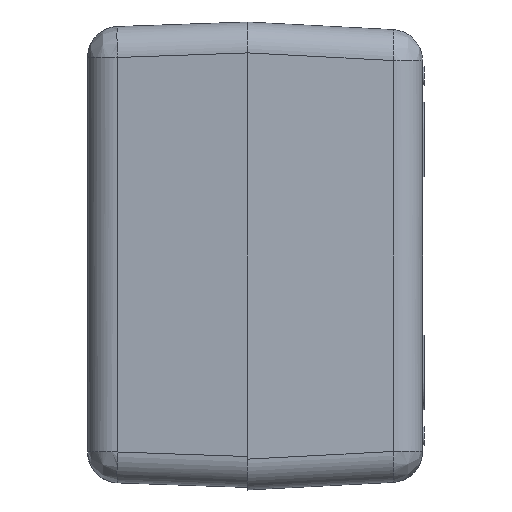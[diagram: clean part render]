
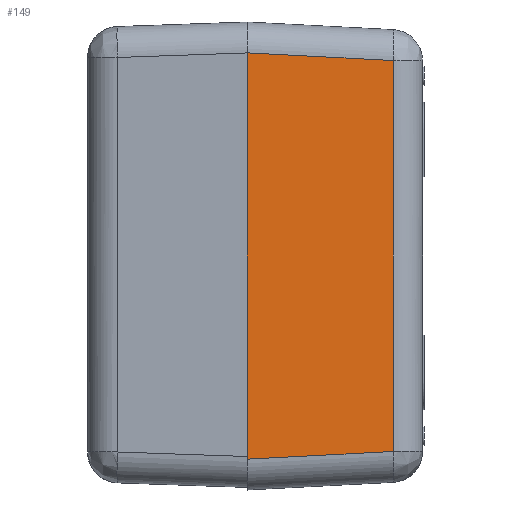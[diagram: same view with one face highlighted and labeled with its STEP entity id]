
A CAD part, left-side view. The second image highlights one B-rep face of the part: STEP entity #149.
In plain terms, the highlighted free-form (B-spline) face has degree [1, 1] with [2, 2] control points.
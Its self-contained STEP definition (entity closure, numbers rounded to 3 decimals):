
#149=ADVANCED_FACE('',(#433),#434,.T.);
#433=FACE_OUTER_BOUND('',#1595,.T.);
#434=B_SPLINE_SURFACE_WITH_KNOTS('',1,1,((#1596,#1597),(#1598,#1599)),.UNSPECIFIED.,.F.,.F.,.F.,(2,2),(2,2),(0.0,1.0),(0.006,0.994),.UNSPECIFIED.);
#1595=EDGE_LOOP('',(#3633,#3634,#3635,#3636));
#1596=CARTESIAN_POINT('',(-55.847,-22.162,32.627));
#1597=CARTESIAN_POINT('',(-55.847,-22.162,-33.042));
#1598=CARTESIAN_POINT('',(-57.082,1.4,32.627));
#1599=CARTESIAN_POINT('',(-57.082,1.4,-33.042));
#3633=ORIENTED_EDGE('',*,*,#4534,.T.);
#3634=ORIENTED_EDGE('',*,*,#4521,.T.);
#3635=ORIENTED_EDGE('',*,*,#4453,.T.);
#3636=ORIENTED_EDGE('',*,*,#4533,.T.);
#4453=EDGE_CURVE('',#5047,#5045,#5048,.T.);
#4521=EDGE_CURVE('',#5147,#5047,#5150,.T.);
#4533=EDGE_CURVE('',#5045,#5166,#5168,.T.);
#4534=EDGE_CURVE('',#5166,#5147,#5169,.T.);
#5045=VERTEX_POINT('',#6571);
#5047=VERTEX_POINT('',#6598);
#5048=B_SPLINE_CURVE_WITH_KNOTS('',1,(#6599,#6600),.UNSPECIFIED.,.F.,.F.,(2,2),(0.0,1.0),.UNSPECIFIED.);
#5147=VERTEX_POINT('',#6932);
#5150=B_SPLINE_CURVE_WITH_KNOTS('',3,(#6967,#6968,#6969,#6970),.UNSPECIFIED.,.F.,.F.,(4,4),(0.0,1.0),.UNSPECIFIED.);
#5166=VERTEX_POINT('',#7070);
#5168=B_SPLINE_CURVE_WITH_KNOTS('',3,(#7101,#7102,#7103,#7104),.UNSPECIFIED.,.F.,.F.,(4,4),(0.0,1.0),.UNSPECIFIED.);
#5169=B_SPLINE_CURVE_WITH_KNOTS('',1,(#7105,#7106),.UNSPECIFIED.,.F.,.F.,(2,2),(0.0,1.0),.UNSPECIFIED.);
#6571=CARTESIAN_POINT('',(-57.082,1.4,-33.039));
#6598=CARTESIAN_POINT('',(-57.082,1.4,32.625));
#6599=CARTESIAN_POINT('',(-57.082,1.4,32.625));
#6600=CARTESIAN_POINT('',(-57.082,1.4,-33.039));
#6932=CARTESIAN_POINT('',(-55.847,-22.162,31.39));
#6967=CARTESIAN_POINT('',(-55.847,-22.162,31.39));
#6968=CARTESIAN_POINT('',(-56.259,-14.308,31.801));
#6969=CARTESIAN_POINT('',(-56.671,-6.454,32.213));
#6970=CARTESIAN_POINT('',(-57.082,1.4,32.625));
#7070=CARTESIAN_POINT('',(-55.847,-22.162,-31.804));
#7101=CARTESIAN_POINT('',(-57.082,1.4,-33.039));
#7102=CARTESIAN_POINT('',(-56.671,-6.454,-32.627));
#7103=CARTESIAN_POINT('',(-56.259,-14.308,-32.216));
#7104=CARTESIAN_POINT('',(-55.847,-22.162,-31.804));
#7105=CARTESIAN_POINT('',(-55.847,-22.162,-31.804));
#7106=CARTESIAN_POINT('',(-55.847,-22.162,31.39));
